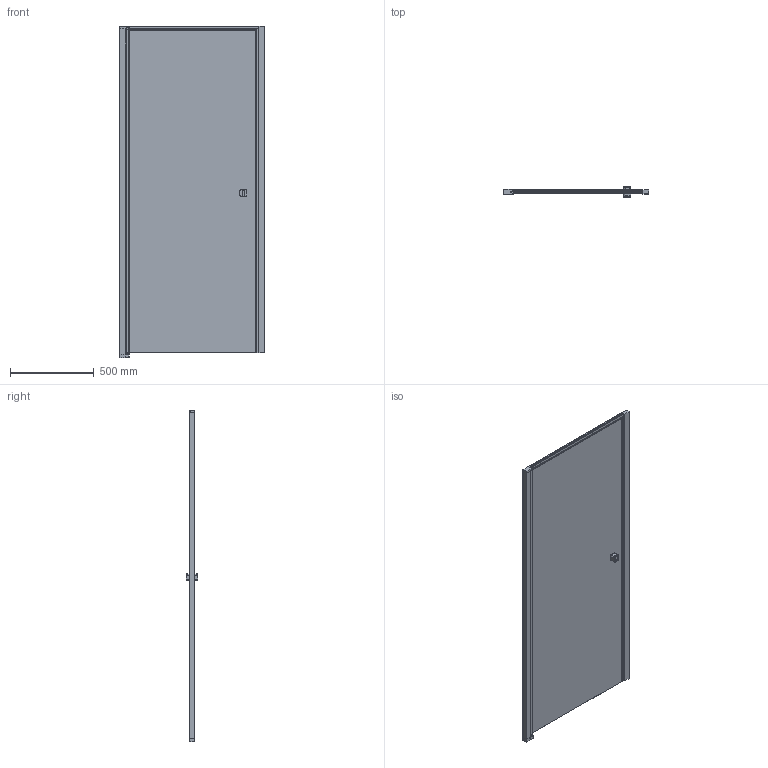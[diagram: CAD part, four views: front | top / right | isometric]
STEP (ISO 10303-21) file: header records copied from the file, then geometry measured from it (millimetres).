
FILE_DESCRIPTION((''),'2;1');
FILE_NAME('QXP90X_ASM_ASM','2019-11-14T',('admin'),(''),'PRO/ENGINEER BY PARAMETRIC TECHNOLOGY CORPORATION, 2010280','PRO/ENGINEER BY PARAMETRIC TECHNOLOGY CORPORATION, 2010280','');
FILE_SCHEMA(('CONFIG_CONTROL_DESIGN'));
Length unit declared in the file: millimetre
Products named in the file (21): ME117-1932_4; MC391_4; MC122_4; MC127_4; MP600764_3; MC380_3; MC382_4; ME399-P_1; LC203_3; CW357_3; DM154_3; AD256-N_2_ASM; ME121_3; ME666_3; ME667_3; ME668_3; ME437_3; ME665_ASM_3_ASM; ME300-2_2; QXP90X_ASM_3_ASM; QXP90X_ASM_ASM
Assembly tree (23 placements, depth 4):
  QXP90X_ASM_ASM
    QXP90X_ASM_3_ASM
      ME117-1932_4
      MC391_4  x2
      MC122_4
      MC127_4
      MP600764_3
      MC380_3
      MC382_4
      ME399-P_1
      LC203_3  x2
      CW357_3
      DM154_3
      AD256-N_2_ASM
      ME121_3
      ME665_ASM_3_ASM
        ME666_3
        ME667_3
        ME668_3  x2
        ME437_3
      ME300-2_2
Bounding box: 870.09 x 70.94 x 1979.71 mm (x, y, z)
Volume: 14324495.3 mm3; surface area: 4110133.5 mm2
Topology: 20 solids, 20 shells, 534 faces, 1386 edges, 896 vertices
Faces by surface type: cylinder 208, plane 179, torus 100, bspline 31, sphere 8, cone 8
Entity records: 16758 total; most frequent: CARTESIAN_POINT 4575, DIRECTION 2635, ORIENTED_EDGE 2444, EDGE_CURVE 1222, AXIS2_PLACEMENT_3D 1061, VERTEX_POINT 793, CIRCLE 551, VECTOR 513
